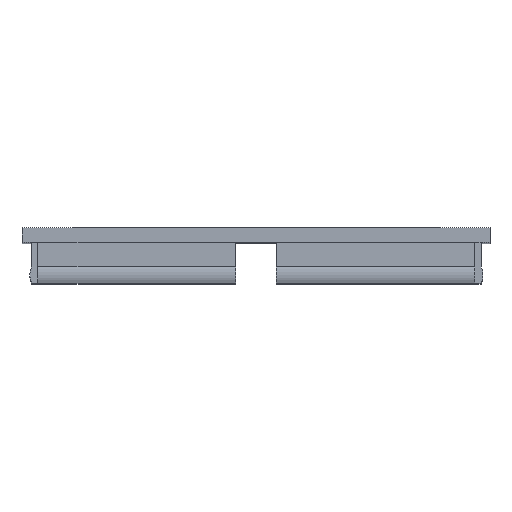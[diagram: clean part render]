
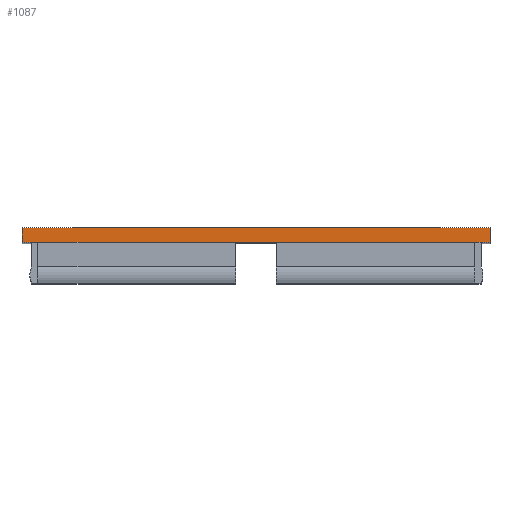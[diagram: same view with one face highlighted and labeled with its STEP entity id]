
A CAD part, top view. The second image highlights one B-rep face of the part: STEP entity #1087.
In plain terms, the highlighted planar face has unit normal (0, 0, 1).
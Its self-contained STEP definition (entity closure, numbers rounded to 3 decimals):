
#67=PLANE('',#1183);
#125=FACE_OUTER_BOUND('',#191,.T.);
#191=EDGE_LOOP('',(#1011,#1012,#1013,#1014));
#276=LINE('',#1696,#402);
#307=LINE('',#1760,#433);
#317=LINE('',#1782,#443);
#318=LINE('',#1784,#444);
#402=VECTOR('',#1380,10.);
#433=VECTOR('',#1443,10.);
#443=VECTOR('',#1471,10.);
#444=VECTOR('',#1474,10.);
#547=VERTEX_POINT('',#1693);
#548=VERTEX_POINT('',#1695);
#564=VERTEX_POINT('',#1757);
#565=VERTEX_POINT('',#1759);
#672=EDGE_CURVE('',#548,#547,#276,.T.);
#705=EDGE_CURVE('',#564,#565,#307,.T.);
#717=EDGE_CURVE('',#547,#565,#317,.T.);
#718=EDGE_CURVE('',#548,#564,#318,.T.);
#1011=ORIENTED_EDGE('',*,*,#672,.T.);
#1012=ORIENTED_EDGE('',*,*,#717,.T.);
#1013=ORIENTED_EDGE('',*,*,#705,.F.);
#1014=ORIENTED_EDGE('',*,*,#718,.F.);
#1087=ADVANCED_FACE('',(#125),#67,.T.);
#1183=AXIS2_PLACEMENT_3D('',#1783,#1472,#1473);
#1380=DIRECTION('',(1.,0.,0.));
#1443=DIRECTION('',(1.,0.,0.));
#1471=DIRECTION('',(0.,1.,0.));
#1472=DIRECTION('center_axis',(0.,0.,1.));
#1473=DIRECTION('ref_axis',(1.,0.,0.));
#1474=DIRECTION('',(0.,1.,0.));
#1693=CARTESIAN_POINT('',(57.5,-135.,-467.5));
#1695=CARTESIAN_POINT('',(-57.5,-135.,-467.5));
#1696=CARTESIAN_POINT('',(-57.5,-135.,-467.5));
#1757=CARTESIAN_POINT('',(-57.5,-131.4,-467.5));
#1759=CARTESIAN_POINT('',(57.5,-131.4,-467.5));
#1760=CARTESIAN_POINT('',(-57.5,-131.4,-467.5));
#1782=CARTESIAN_POINT('',(57.5,-135.,-467.5));
#1783=CARTESIAN_POINT('Origin',(-57.5,-135.,-467.5));
#1784=CARTESIAN_POINT('',(-57.5,-135.,-467.5));
